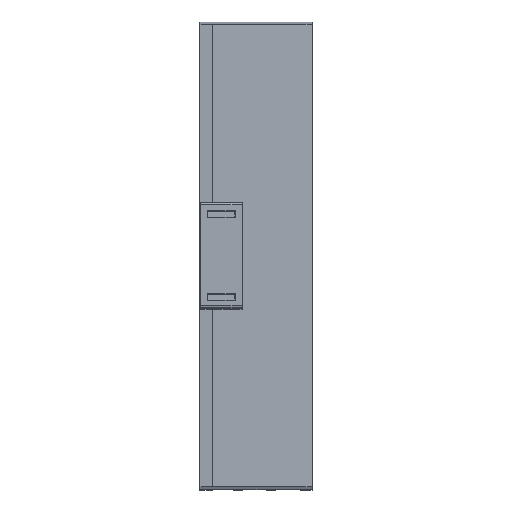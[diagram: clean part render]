
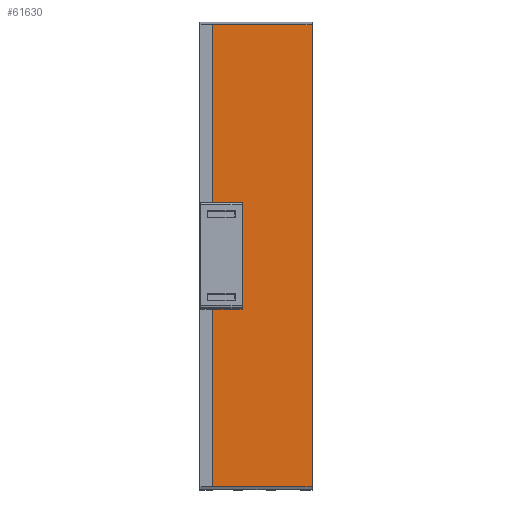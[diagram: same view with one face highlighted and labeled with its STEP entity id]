
A CAD part, top view. The second image highlights one B-rep face of the part: STEP entity #61630.
In plain terms, the highlighted face is planar.
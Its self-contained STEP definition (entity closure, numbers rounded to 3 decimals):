
#39330=CARTESIAN_POINT('',(94.355,126.835,
617.566));
#39340=VERTEX_POINT('',#39330);
#40290=CARTESIAN_POINT('',(32.909,126.835,
617.566));
#40300=VERTEX_POINT('',#40290);
#40330=CARTESIAN_POINT('',(63.621,126.835,
617.566));
#40340=DIRECTION('',(1.,0.,0.));
#40350=VECTOR('',#40340,1.);
#40360=LINE('',#40330,#40350);
#40370=EDGE_CURVE('',#40300,#39340,#40360,.T.);
#51370=CARTESIAN_POINT('',(94.333,126.948,
604.566));
#51380=DIRECTION('',(0.002,-0.009,
1.));
#51390=VECTOR('',#51380,1.);
#51400=LINE('',#51370,#51390);
#51410=CARTESIAN_POINT('',(94.332,126.95,
604.366));
#51420=VERTEX_POINT('',#51410);
#51430=EDGE_CURVE('',#51420,#39340,#51400,.T.);
#57440=CARTESIAN_POINT('',(44.555,127.541,
602.766));
#57450=DIRECTION('',(0.,0.,-1.));
#57460=DIRECTION('',(-1.,0.009,
0.));
#57470=AXIS2_PLACEMENT_3D('',#57440,#57450,#57460);
#57480=CYLINDRICAL_SURFACE('',#57470,12.6);
#57730=CARTESIAN_POINT('',(57.139,126.916,
608.266));
#57740=VERTEX_POINT('',#57730);
#57770=CARTESIAN_POINT('',(63.621,126.95,
604.366));
#57780=DIRECTION('',(0.,-1.,
-0.009));
#57790=DIRECTION('',(0.,-0.009,
1.));
#57800=AXIS2_PLACEMENT_3D('',#57770,#57780,#57790);
#57810=PLANE('',#57800);
#57820=CARTESIAN_POINT('',(57.141,126.95,
604.366));
#57830=CARTESIAN_POINT('',(57.141,126.949,
604.528));
#57840=CARTESIAN_POINT('',(57.141,126.947,
604.691));
#57850=CARTESIAN_POINT('',(57.141,126.946,
604.853));
#57860=CARTESIAN_POINT('',(57.141,126.944,
605.016));
#57870=CARTESIAN_POINT('',(57.141,126.943,
605.178));
#57880=CARTESIAN_POINT('',(57.141,126.941,
605.341));
#57890=CARTESIAN_POINT('',(57.141,126.939,
605.666));
#57900=CARTESIAN_POINT('',(57.14,126.936,
605.991));
#57910=CARTESIAN_POINT('',(57.14,126.933,
606.316));
#57920=CARTESIAN_POINT('',(57.14,126.93,
606.641));
#57930=CARTESIAN_POINT('',(57.14,126.927,
606.966));
#57940=CARTESIAN_POINT('',(57.14,126.924,
607.291));
#57950=CARTESIAN_POINT('',(57.14,126.923,
607.453));
#57960=CARTESIAN_POINT('',(57.14,126.922,
607.616));
#57970=CARTESIAN_POINT('',(57.14,126.92,
607.778));
#57980=CARTESIAN_POINT('',(57.14,126.919,
607.941));
#57990=CARTESIAN_POINT('',(57.14,126.917,
608.103));
#58000=CARTESIAN_POINT('',(57.139,126.916,
608.266));
#58010=B_SPLINE_CURVE_WITH_KNOTS('',3,(#57820,#57830,#57840,#57850,
#57860,#57870,#57880,#57890,#57900,#57910,#57920,#57930,#57940,#57950,
#57960,#57970,#57980,#57990,#58000),.UNSPECIFIED.,.F.,.F.,(4,3,3,3,3,3,4
),(0.,0.488,0.975,1.95,
2.925,3.413,3.9),.UNSPECIFIED.);
#58020=SURFACE_CURVE('',#58010,(#57810,#57480),.CURVE_3D.);
#58030=CARTESIAN_POINT('',(57.141,126.95,
604.366));
#58040=VERTEX_POINT('',#58030);
#58050=EDGE_CURVE('',#58040,#57740,#58020,.T.);
#61060=ORIENTED_EDGE('',*,*,#51430,.F.);
#61070=ORIENTED_EDGE('',*,*,#40370,.T.);
#61080=CARTESIAN_POINT('',(32.932,126.948,
604.566));
#61090=DIRECTION('',(0.002,0.009,
-1.));
#61100=VECTOR('',#61090,1.);
#61110=LINE('',#61080,#61100);
#61120=CARTESIAN_POINT('',(32.932,126.95,
604.366));
#61130=VERTEX_POINT('',#61120);
#61140=EDGE_CURVE('',#40300,#61130,#61110,.T.);
#61150=ORIENTED_EDGE('',*,*,#61140,.F.);
#61160=CARTESIAN_POINT('',(63.621,126.95,
604.366));
#61170=DIRECTION('',(1.,0.,0.));
#61180=VECTOR('',#61170,1.);
#61190=LINE('',#61160,#61180);
#61200=EDGE_CURVE('',#61130,#58040,#61190,.T.);
#61210=ORIENTED_EDGE('',*,*,#61200,.F.);
#61220=ORIENTED_EDGE('',*,*,#58050,.F.);
#61230=CARTESIAN_POINT('',(63.621,126.916,
608.266));
#61240=DIRECTION('',(1.,0.,0.));
#61250=VECTOR('',#61240,1.);
#61260=LINE('',#61230,#61250);
#61270=CARTESIAN_POINT('',(70.125,126.916,
608.266));
#61280=VERTEX_POINT('',#61270);
#61290=EDGE_CURVE('',#57740,#61280,#61260,.T.);
#61300=ORIENTED_EDGE('',*,*,#61290,.F.);
#61310=CARTESIAN_POINT('',(82.71,127.541,
602.766));
#61320=DIRECTION('',(0.,0.,-1.));
#61330=DIRECTION('',(0.98,0.199,
0.));
#61340=AXIS2_PLACEMENT_3D('',#61310,#61320,#61330);
#61350=CYLINDRICAL_SURFACE('',#61340,12.6);
#61360=CARTESIAN_POINT('',(70.125,126.916,
608.266));
#61370=CARTESIAN_POINT('',(70.125,126.919,
607.941));
#61380=CARTESIAN_POINT('',(70.125,126.922,
607.616));
#61390=CARTESIAN_POINT('',(70.125,126.924,
607.291));
#61400=CARTESIAN_POINT('',(70.125,126.927,
606.966));
#61410=CARTESIAN_POINT('',(70.124,126.93,
606.641));
#61420=CARTESIAN_POINT('',(70.124,126.933,
606.316));
#61430=CARTESIAN_POINT('',(70.124,126.936,
605.991));
#61440=CARTESIAN_POINT('',(70.124,126.939,
605.666));
#61450=CARTESIAN_POINT('',(70.124,126.941,
605.341));
#61460=CARTESIAN_POINT('',(70.124,126.944,
605.016));
#61470=CARTESIAN_POINT('',(70.124,126.947,
604.691));
#61480=CARTESIAN_POINT('',(70.124,126.95,
604.366));
#61490=B_SPLINE_CURVE_WITH_KNOTS('',3,(#61360,#61370,#61380,#61390,
#61400,#61410,#61420,#61430,#61440,#61450,#61460,#61470,#61480),
.UNSPECIFIED.,.F.,.F.,(4,3,3,3,4),(0.,0.975,1.95,
2.925,3.9),.UNSPECIFIED.);
#61500=SURFACE_CURVE('',#61490,(#57810,#61350),.CURVE_3D.);
#61510=CARTESIAN_POINT('',(70.124,126.95,
604.366));
#61520=VERTEX_POINT('',#61510);
#61530=EDGE_CURVE('',#61280,#61520,#61500,.T.);
#61540=ORIENTED_EDGE('',*,*,#61530,.F.);
#61550=CARTESIAN_POINT('',(63.621,126.95,
604.366));
#61560=DIRECTION('',(1.,0.,0.));
#61570=VECTOR('',#61560,1.);
#61580=LINE('',#61550,#61570);
#61590=EDGE_CURVE('',#61520,#51420,#61580,.T.);
#61600=ORIENTED_EDGE('',*,*,#61590,.F.);
#61610=EDGE_LOOP('',(#61600,#61540,#61300,#61220,#61210,#61150,#61070,
#61060));
#61620=FACE_OUTER_BOUND('',#61610,.T.);
#61630=ADVANCED_FACE('',(#61620),#57810,.F.);
